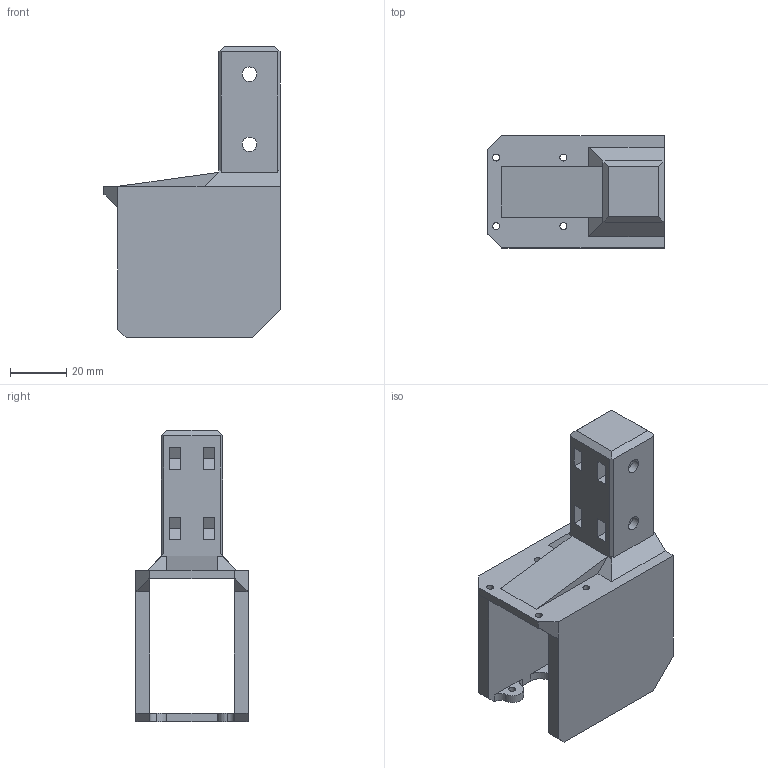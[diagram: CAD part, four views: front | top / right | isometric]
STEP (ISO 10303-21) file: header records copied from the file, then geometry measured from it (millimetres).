
FILE_DESCRIPTION((''),'2;1');
FILE_NAME('OBMP-FAM-B-1420','2023-10-12T11:07:23',('ccha425'),('Department of Mechanical Engineering, The University of Auckland'),'CREO PARAMETRIC BY PTC INC, 2017260','CREO PARAMETRIC BY PTC INC, 2017260','');
FILE_SCHEMA(('CONFIG_CONTROL_DESIGN'));
Length unit declared in the file: millimetre
Products named in the file (1): OBMP-FAM-B-1420
Bounding box: 63 x 40 x 104 mm (x, y, z)
Volume: 59891.5 mm3; surface area: 24999.9 mm2
Topology: 1 solids, 1 shells, 109 faces, 311 edges, 206 vertices
Faces by surface type: plane 74, cylinder 34, cone 1
Entity records: 3633 total; most frequent: CARTESIAN_POINT 626, ORIENTED_EDGE 622, DIRECTION 599, EDGE_CURVE 311, VECTOR 241, LINE 241, VERTEX_POINT 206, AXIS2_PLACEMENT_3D 179
